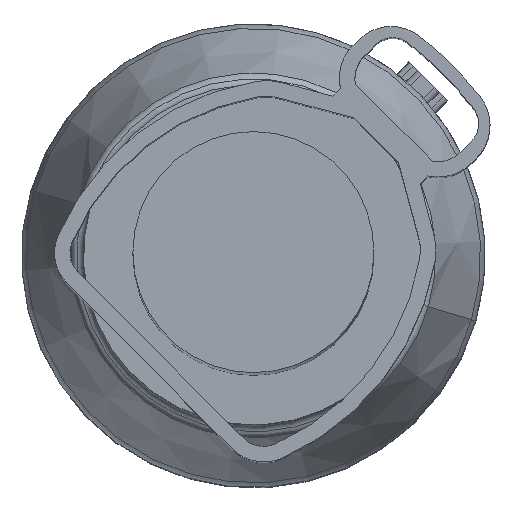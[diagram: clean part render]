
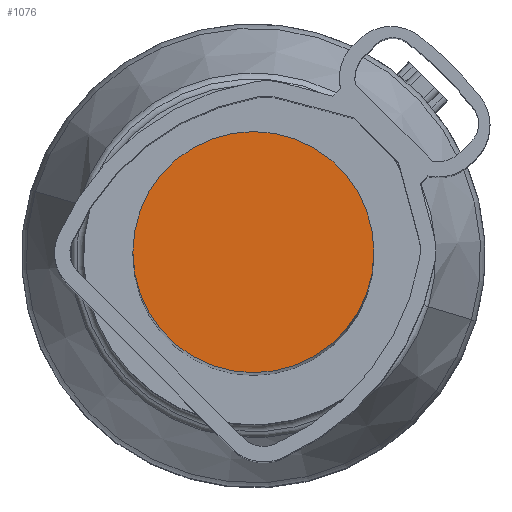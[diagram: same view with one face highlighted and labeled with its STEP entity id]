
A CAD part, top view. The second image highlights one B-rep face of the part: STEP entity #1076.
In plain terms, the highlighted planar face has unit normal (0, 0, 1).
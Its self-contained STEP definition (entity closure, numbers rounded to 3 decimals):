
#1030=AXIS2_PLACEMENT_3D('Circle Axis2P3D',#1028,#1029,$) ;
#1047=AXIS2_PLACEMENT_3D('Circle Axis2P3D',#1045,#1046,$) ;
#1070=AXIS2_PLACEMENT_3D('Plane Axis2P3D',#1067,#1068,#1069) ;
#1011=CARTESIAN_POINT('Vertex',(11.4,7.5,97.)) ;
#1025=CARTESIAN_POINT('Vertex',(3.6,7.5,97.)) ;
#1028=CARTESIAN_POINT('Axis2P3D Location',(7.5,7.5,97.)) ;
#1045=CARTESIAN_POINT('Axis2P3D Location',(7.5,7.5,97.)) ;
#1067=CARTESIAN_POINT('Axis2P3D Location',(0.,0.,97.)) ;
#1029=DIRECTION('Axis2P3D Direction',(0.,0.,1.)) ;
#1046=DIRECTION('Axis2P3D Direction',(0.,0.,1.)) ;
#1068=DIRECTION('Axis2P3D Direction',(0.,0.,1.)) ;
#1069=DIRECTION('Axis2P3D XDirection',(1.,0.,0.)) ;
#1073=ORIENTED_EDGE('',*,*,#1032,.T.) ;
#1074=ORIENTED_EDGE('',*,*,#1049,.T.) ;
#1076=ADVANCED_FACE('Hauptk\X2\00F6\X0\rper',(#1075),#1071,.T.) ;
#1031=CIRCLE('generated circle',#1030,3.9) ;
#1048=CIRCLE('generated circle',#1047,3.9) ;
#1032=EDGE_CURVE('',#1012,#1026,#1031,.T.) ;
#1049=EDGE_CURVE('',#1026,#1012,#1048,.T.) ;
#1072=EDGE_LOOP('',(#1073,#1074)) ;
#1075=FACE_OUTER_BOUND('',#1072,.T.) ;
#1071=PLANE('',#1070) ;
#1012=VERTEX_POINT('',#1011) ;
#1026=VERTEX_POINT('',#1025) ;
